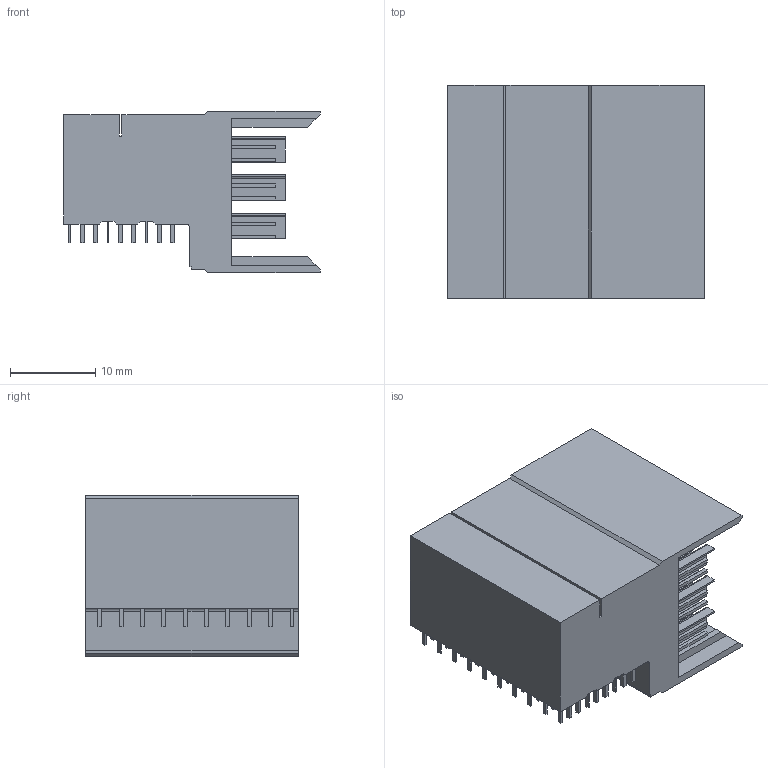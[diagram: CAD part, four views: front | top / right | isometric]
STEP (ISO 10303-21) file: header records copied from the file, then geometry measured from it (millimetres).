
FILE_DESCRIPTION(/* description */ (''),/* implementation_level */ '2;1');
FILE_NAME(/* name */ 'ERNI_204781.stp',/* time_stamp */ '2016-12-12T11:32:17+01:00',/* author */ ('jchouvet'),/* organization */ ('Konstrukteur Firma GmbH'),/* preprocessor_version */ 'ST-DEVELOPER v16.1',/* originating_system */ 'AutoCAD Mechanical',/* authorisation */ 'confidential');
FILE_SCHEMA (('AUTOMOTIVE_DESIGN { 1 0 10303 214 3 1 1 }'));
Length unit declared in the file: millimetre
Products named in the file (1): Product
Bounding box: 30.05 x 24.9 x 18.85 mm (x, y, z)
Volume: 7694.5 mm3; surface area: 6533.7 mm2
Topology: 181 solids, 181 shells, 1303 faces, 2823 edges, 1882 vertices
Faces by surface type: plane 1228, cylinder 75
Entity records: 34693 total; most frequent: CARTESIAN_POINT 6009, ORIENTED_EDGE 5646, DIRECTION 5581, EDGE_CURVE 2823, LINE 2673, VECTOR 2673, VERTEX_POINT 1882, AXIS2_PLACEMENT_3D 1454
